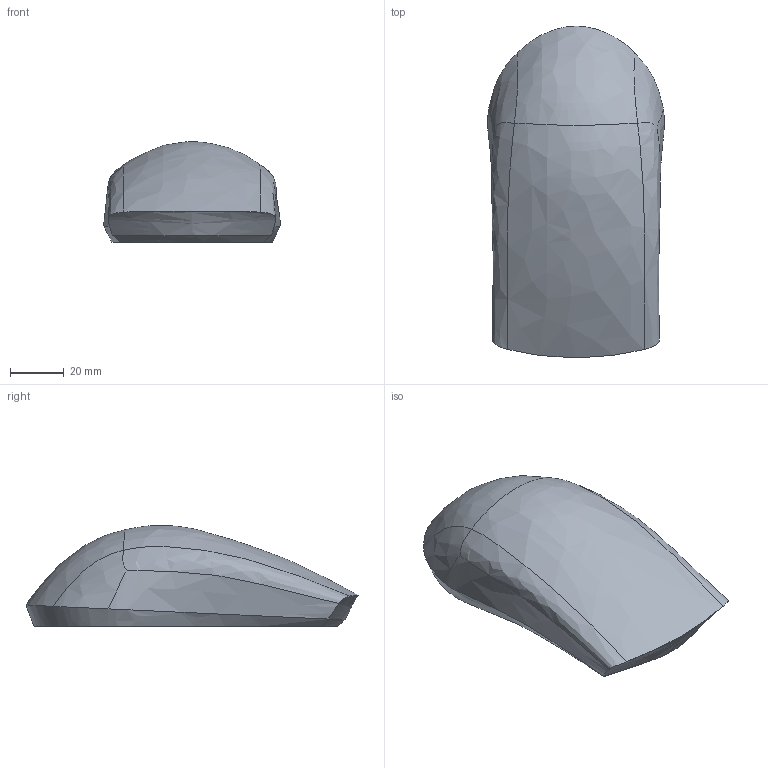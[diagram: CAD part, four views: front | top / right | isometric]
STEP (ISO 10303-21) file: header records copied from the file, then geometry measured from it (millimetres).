
FILE_DESCRIPTION(/* description */ (''),/* implementation_level */ '2;1');
FILE_NAME(/* name */ 'xm1r.step',/* time_stamp */ '2022-09-07T22:28:04+08:00',/* author */ (''),/* organization */ (''),/* preprocessor_version */ 'ST-DEVELOPER v19',/* originating_system */ 'Autodesk Translation Framework v11.7.0.108',/* authorisation */ '');
FILE_SCHEMA (('AUTOMOTIVE_DESIGN { 1 0 10303 214 3 1 1 }'));
Length unit declared in the file: millimetre
Products named in the file (1): xm1r
Bounding box: 65.55 x 123.07 x 37.27 mm (x, y, z)
Volume: 173756.6 mm3; surface area: 19378.7 mm2
Topology: 1 solids, 1 shells, 12 faces, 26 edges, 16 vertices
Faces by surface type: bspline 11, plane 1
Entity records: 2268 total; most frequent: CARTESIAN_POINT 2053, ORIENTED_EDGE 52, EDGE_CURVE 26, B_SPLINE_CURVE_WITH_KNOTS 24, VERTEX_POINT 16, FACE_OUTER_BOUND 12, EDGE_LOOP 12, ADVANCED_FACE 12
